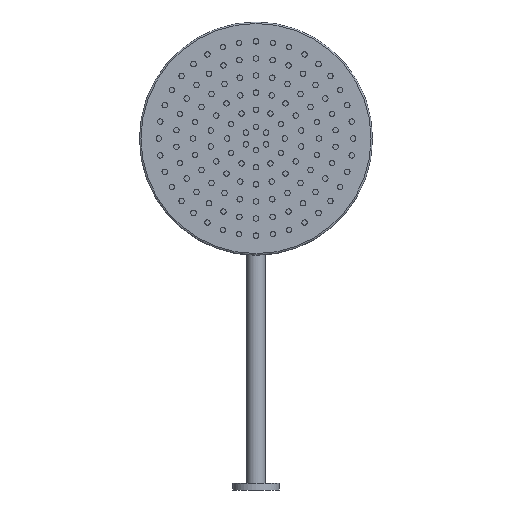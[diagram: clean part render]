
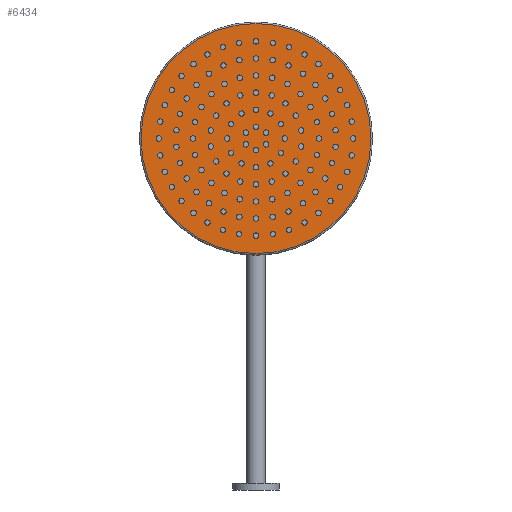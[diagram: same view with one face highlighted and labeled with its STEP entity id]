
A CAD part, front view. The second image highlights one B-rep face of the part: STEP entity #6434.
In plain terms, the highlighted face is planar.
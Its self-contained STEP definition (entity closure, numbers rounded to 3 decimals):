
#404 = EDGE_LOOP ( 'NONE', ( #3355 ) ) ;
#875 = DIRECTION ( 'NONE',  ( 0., -1., 0. ) ) ;
#1361 = CARTESIAN_POINT ( 'NONE',  ( 0., -15.5, 148. ) ) ;
#1379 = DIRECTION ( 'NONE',  ( 0., 1., 0. ) ) ;
#1611 = EDGE_CURVE ( 'NONE', #4269, #4269, #6361, .T. ) ;
#2355 = CARTESIAN_POINT ( 'NONE',  ( 0., -15.5, 0. ) ) ;
#2539 = AXIS2_PLACEMENT_3D ( 'NONE', #3833, #875, #4361 ) ;
#3353 = PLANE ( 'NONE',  #3409 ) ;
#3355 = ORIENTED_EDGE ( 'NONE', *, *, #1611, .T. ) ;
#3409 = AXIS2_PLACEMENT_3D ( 'NONE', #2355, #1379, #4876 ) ;
#3833 = CARTESIAN_POINT ( 'NONE',  ( 0., -15.5, 0. ) ) ;
#4269 = VERTEX_POINT ( 'NONE', #1361 ) ;
#4361 = DIRECTION ( 'NONE',  ( 0., 0., 1. ) ) ;
#4876 = DIRECTION ( 'NONE',  ( 0., 0., 1. ) ) ;
#6277 = FACE_OUTER_BOUND ( 'NONE', #404, .T. ) ;
#6361 = CIRCLE ( 'NONE', #2539, 148. ) ;
#6434 = ADVANCED_FACE ( 'NONE', ( #6277 ), #3353, .F. ) ;
